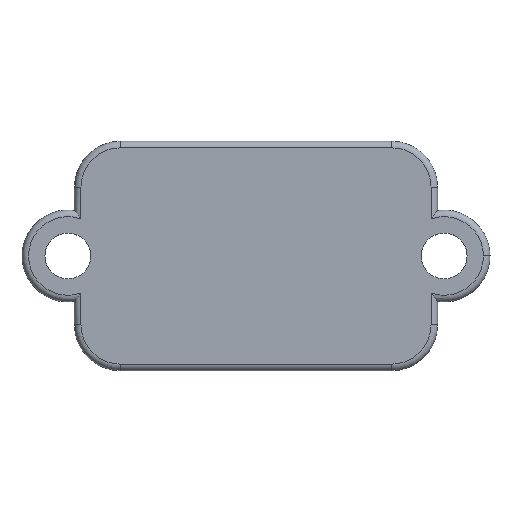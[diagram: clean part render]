
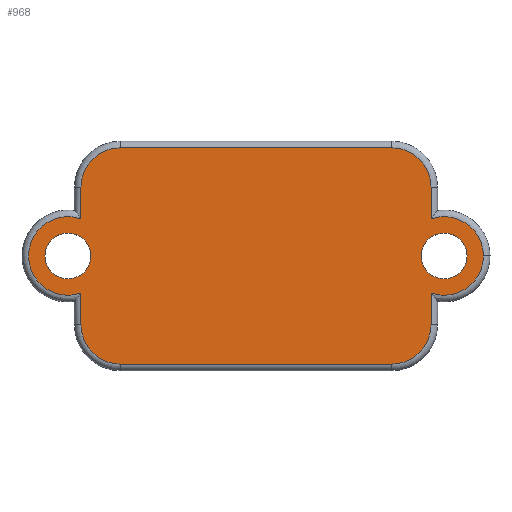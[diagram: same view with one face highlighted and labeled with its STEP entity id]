
A CAD part, top view. The second image highlights one B-rep face of the part: STEP entity #968.
In plain terms, the highlighted planar face has unit normal (0, 0, 1).
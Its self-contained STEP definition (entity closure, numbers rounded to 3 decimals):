
#6 = LINE ( 'NONE', #526, #692 ) ;
#10 = CARTESIAN_POINT ( 'NONE',  ( 28.275, 31., 6. ) ) ;
#12 = EDGE_CURVE ( 'NONE', #328, #333, #256, .T. ) ;
#47 = VERTEX_POINT ( 'NONE', #871 ) ;
#61 = AXIS2_PLACEMENT_3D ( 'NONE', #735, #965, #890 ) ;
#65 = CARTESIAN_POINT ( 'NONE',  ( 54.975, 28.578, 6. ) ) ;
#86 = AXIS2_PLACEMENT_3D ( 'NONE', #214, #752, #972 ) ;
#91 = EDGE_CURVE ( 'NONE', #790, #809, #188, .T. ) ;
#94 = ORIENTED_EDGE ( 'NONE', *, *, #511, .F. ) ;
#97 = DIRECTION ( 'NONE',  ( 0., 0., 1. ) ) ;
#100 = ORIENTED_EDGE ( 'NONE', *, *, #879, .T. ) ;
#105 = CIRCLE ( 'NONE', #61, 3. ) ;
#112 = ORIENTED_EDGE ( 'NONE', *, *, #993, .T. ) ;
#118 = CARTESIAN_POINT ( 'NONE',  ( 31.275, 34., 6. ) ) ;
#129 = PLANE ( 'NONE',  #805 ) ;
#133 = CARTESIAN_POINT ( 'NONE',  ( 51.975, 17.5, 6. ) ) ;
#135 = CARTESIAN_POINT ( 'NONE',  ( 27.275, 25.75, 6. ) ) ;
#138 = ORIENTED_EDGE ( 'NONE', *, *, #860, .T. ) ;
#167 = CARTESIAN_POINT ( 'NONE',  ( 55.975, 25.75, 6. ) ) ;
#170 = CIRCLE ( 'NONE', #393, 3. ) ;
#171 = EDGE_CURVE ( 'NONE', #703, #248, #519, .T. ) ;
#180 = DIRECTION ( 'NONE',  ( 0., 0., 1. ) ) ;
#188 = LINE ( 'NONE', #962, #397 ) ;
#203 = DIRECTION ( 'NONE',  ( 1., 0., 0. ) ) ;
#205 = DIRECTION ( 'NONE',  ( 1., 0., 0. ) ) ;
#214 = CARTESIAN_POINT ( 'NONE',  ( 27.275, 25.75, 6. ) ) ;
#215 = CARTESIAN_POINT ( 'NONE',  ( 54.975, 31., 6. ) ) ;
#216 = ORIENTED_EDGE ( 'NONE', *, *, #91, .T. ) ;
#230 = AXIS2_PLACEMENT_3D ( 'NONE', #290, #453, #756 ) ;
#235 = VECTOR ( 'NONE', #637, 1000. ) ;
#248 = VERTEX_POINT ( 'NONE', #133 ) ;
#251 = EDGE_CURVE ( 'NONE', #809, #845, #309, .T. ) ;
#256 = LINE ( 'NONE', #262, #235 ) ;
#260 = CARTESIAN_POINT ( 'NONE',  ( 51.975, 31., 6. ) ) ;
#262 = CARTESIAN_POINT ( 'NONE',  ( 54.975, 31., 6. ) ) ;
#271 = CIRCLE ( 'NONE', #308, 1.75 ) ;
#272 = AXIS2_PLACEMENT_3D ( 'NONE', #897, #443, #203 ) ;
#281 = DIRECTION ( 'NONE',  ( -1., 0., 0. ) ) ;
#290 = CARTESIAN_POINT ( 'NONE',  ( 55.975, 25.75, 6. ) ) ;
#292 = ORIENTED_EDGE ( 'NONE', *, *, #832, .T. ) ;
#308 = AXIS2_PLACEMENT_3D ( 'NONE', #167, #337, #946 ) ;
#309 = CIRCLE ( 'NONE', #822, 3. ) ;
#310 = EDGE_CURVE ( 'NONE', #845, #801, #6, .T. ) ;
#323 = DIRECTION ( 'NONE',  ( 1., 0., 0. ) ) ;
#324 = CIRCLE ( 'NONE', #884, 3. ) ;
#328 = VERTEX_POINT ( 'NONE', #65 ) ;
#329 = LINE ( 'NONE', #118, #376 ) ;
#330 = EDGE_CURVE ( 'NONE', #248, #486, #170, .T. ) ;
#333 = VERTEX_POINT ( 'NONE', #215 ) ;
#334 = AXIS2_PLACEMENT_3D ( 'NONE', #362, #664, #323 ) ;
#337 = DIRECTION ( 'NONE',  ( 0., 0., 1. ) ) ;
#349 = DIRECTION ( 'NONE',  ( 0., -1., 0. ) ) ;
#362 = CARTESIAN_POINT ( 'NONE',  ( 55.975, 25.75, 6. ) ) ;
#367 = AXIS2_PLACEMENT_3D ( 'NONE', #797, #97, #956 ) ;
#376 = VECTOR ( 'NONE', #281, 1000. ) ;
#380 = VECTOR ( 'NONE', #991, 1000. ) ;
#393 = AXIS2_PLACEMENT_3D ( 'NONE', #937, #554, #780 ) ;
#397 = VECTOR ( 'NONE', #349, 1000. ) ;
#404 = ORIENTED_EDGE ( 'NONE', *, *, #479, .T. ) ;
#414 = CIRCLE ( 'NONE', #334, 3. ) ;
#432 = CARTESIAN_POINT ( 'NONE',  ( 54.975, 22.922, 6. ) ) ;
#443 = DIRECTION ( 'NONE',  ( 0., 0., 1. ) ) ;
#446 = CARTESIAN_POINT ( 'NONE',  ( 51.975, 17.5, 6. ) ) ;
#452 = DIRECTION ( 'NONE',  ( 0., 0., 1. ) ) ;
#453 = DIRECTION ( 'NONE',  ( 0., 0., 1. ) ) ;
#465 = EDGE_LOOP ( 'NONE', ( #552, #624 ) ) ;
#467 = EDGE_CURVE ( 'NONE', #738, #900, #271, .T. ) ;
#468 = ORIENTED_EDGE ( 'NONE', *, *, #171, .T. ) ;
#470 = CARTESIAN_POINT ( 'NONE',  ( 58.975, 25.75, 6. ) ) ;
#473 = LINE ( 'NONE', #852, #380 ) ;
#478 = DIRECTION ( 'NONE',  ( 0., 0., 1. ) ) ;
#479 = EDGE_CURVE ( 'NONE', #333, #47, #998, .T. ) ;
#480 = VERTEX_POINT ( 'NONE', #798 ) ;
#486 = VERTEX_POINT ( 'NONE', #724 ) ;
#487 = CARTESIAN_POINT ( 'NONE',  ( 28.275, 20.5, 6. ) ) ;
#498 = DIRECTION ( 'NONE',  ( 1., 0., 0. ) ) ;
#511 = EDGE_CURVE ( 'NONE', #596, #614, #534, .T. ) ;
#513 = DIRECTION ( 'NONE',  ( 1., 0., 0. ) ) ;
#519 = LINE ( 'NONE', #446, #570 ) ;
#526 = CARTESIAN_POINT ( 'NONE',  ( 28.275, 20.5, 6. ) ) ;
#527 = EDGE_LOOP ( 'NONE', ( #468, #955, #112, #546, #138, #675, #404, #292, #100, #216, #784, #669, #938 ) ) ;
#534 = CIRCLE ( 'NONE', #86, 1.75 ) ;
#546 = ORIENTED_EDGE ( 'NONE', *, *, #603, .T. ) ;
#552 = ORIENTED_EDGE ( 'NONE', *, *, #467, .F. ) ;
#554 = DIRECTION ( 'NONE',  ( 0., 0., 1. ) ) ;
#567 = EDGE_CURVE ( 'NONE', #900, #738, #671, .T. ) ;
#568 = ORIENTED_EDGE ( 'NONE', *, *, #894, .F. ) ;
#570 = VECTOR ( 'NONE', #205, 1000. ) ;
#584 = CARTESIAN_POINT ( 'NONE',  ( 28.275, 22.922, 6. ) ) ;
#596 = VERTEX_POINT ( 'NONE', #816 ) ;
#603 = EDGE_CURVE ( 'NONE', #925, #698, #414, .T. ) ;
#614 = VERTEX_POINT ( 'NONE', #931 ) ;
#624 = ORIENTED_EDGE ( 'NONE', *, *, #567, .F. ) ;
#634 = CIRCLE ( 'NONE', #367, 3. ) ;
#637 = DIRECTION ( 'NONE',  ( 0., 1., 0. ) ) ;
#664 = DIRECTION ( 'NONE',  ( 0., 0., 1. ) ) ;
#669 = ORIENTED_EDGE ( 'NONE', *, *, #310, .T. ) ;
#671 = CIRCLE ( 'NONE', #230, 1.75 ) ;
#675 = ORIENTED_EDGE ( 'NONE', *, *, #12, .T. ) ;
#676 = DIRECTION ( 'NONE',  ( 0., 0., 1. ) ) ;
#681 = FACE_BOUND ( 'NONE', #952, .T. ) ;
#683 = CARTESIAN_POINT ( 'NONE',  ( 27.275, 25.75, 6. ) ) ;
#692 = VECTOR ( 'NONE', #763, 1000. ) ;
#698 = VERTEX_POINT ( 'NONE', #470 ) ;
#703 = VERTEX_POINT ( 'NONE', #802 ) ;
#704 = CIRCLE ( 'NONE', #272, 1.75 ) ;
#724 = CARTESIAN_POINT ( 'NONE',  ( 54.975, 20.5, 6. ) ) ;
#733 = EDGE_CURVE ( 'NONE', #801, #703, #634, .T. ) ;
#735 = CARTESIAN_POINT ( 'NONE',  ( 55.975, 25.75, 6. ) ) ;
#738 = VERTEX_POINT ( 'NONE', #863 ) ;
#752 = DIRECTION ( 'NONE',  ( 0., 0., 1. ) ) ;
#755 = CARTESIAN_POINT ( 'NONE',  ( 57.725, 25.75, 6. ) ) ;
#756 = DIRECTION ( 'NONE',  ( 1., 0., 0. ) ) ;
#763 = DIRECTION ( 'NONE',  ( 0., -1., 0. ) ) ;
#780 = DIRECTION ( 'NONE',  ( 1., 0., 0. ) ) ;
#784 = ORIENTED_EDGE ( 'NONE', *, *, #251, .T. ) ;
#790 = VERTEX_POINT ( 'NONE', #10 ) ;
#791 = CARTESIAN_POINT ( 'NONE',  ( 28.275, 28.578, 6. ) ) ;
#797 = CARTESIAN_POINT ( 'NONE',  ( 31.275, 20.5, 6. ) ) ;
#798 = CARTESIAN_POINT ( 'NONE',  ( 31.275, 34., 6. ) ) ;
#801 = VERTEX_POINT ( 'NONE', #487 ) ;
#802 = CARTESIAN_POINT ( 'NONE',  ( 31.275, 17.5, 6. ) ) ;
#805 = AXIS2_PLACEMENT_3D ( 'NONE', #135, #452, #911 ) ;
#809 = VERTEX_POINT ( 'NONE', #791 ) ;
#816 = CARTESIAN_POINT ( 'NONE',  ( 25.525, 25.75, 6. ) ) ;
#822 = AXIS2_PLACEMENT_3D ( 'NONE', #683, #478, #904 ) ;
#830 = FACE_BOUND ( 'NONE', #465, .T. ) ;
#832 = EDGE_CURVE ( 'NONE', #47, #480, #329, .T. ) ;
#845 = VERTEX_POINT ( 'NONE', #584 ) ;
#852 = CARTESIAN_POINT ( 'NONE',  ( 54.975, 22.286, 6. ) ) ;
#860 = EDGE_CURVE ( 'NONE', #698, #328, #105, .T. ) ;
#863 = CARTESIAN_POINT ( 'NONE',  ( 54.225, 25.75, 6. ) ) ;
#871 = CARTESIAN_POINT ( 'NONE',  ( 51.975, 34., 6. ) ) ;
#879 = EDGE_CURVE ( 'NONE', #480, #790, #324, .T. ) ;
#884 = AXIS2_PLACEMENT_3D ( 'NONE', #977, #676, #513 ) ;
#890 = DIRECTION ( 'NONE',  ( 1., 0., 0. ) ) ;
#894 = EDGE_CURVE ( 'NONE', #614, #596, #704, .T. ) ;
#897 = CARTESIAN_POINT ( 'NONE',  ( 27.275, 25.75, 6. ) ) ;
#900 = VERTEX_POINT ( 'NONE', #755 ) ;
#901 = FACE_OUTER_BOUND ( 'NONE', #527, .T. ) ;
#904 = DIRECTION ( 'NONE',  ( 1., 0., 0. ) ) ;
#911 = DIRECTION ( 'NONE',  ( 1., 0., 0. ) ) ;
#925 = VERTEX_POINT ( 'NONE', #432 ) ;
#931 = CARTESIAN_POINT ( 'NONE',  ( 29.025, 25.75, 6. ) ) ;
#937 = CARTESIAN_POINT ( 'NONE',  ( 51.975, 20.5, 6. ) ) ;
#938 = ORIENTED_EDGE ( 'NONE', *, *, #733, .T. ) ;
#946 = DIRECTION ( 'NONE',  ( 1., 0., 0. ) ) ;
#952 = EDGE_LOOP ( 'NONE', ( #94, #568 ) ) ;
#955 = ORIENTED_EDGE ( 'NONE', *, *, #330, .T. ) ;
#956 = DIRECTION ( 'NONE',  ( 1., 0., 0. ) ) ;
#962 = CARTESIAN_POINT ( 'NONE',  ( 28.275, 29.214, 6. ) ) ;
#963 = AXIS2_PLACEMENT_3D ( 'NONE', #260, #180, #498 ) ;
#965 = DIRECTION ( 'NONE',  ( 0., 0., 1. ) ) ;
#968 = ADVANCED_FACE ( 'NONE', ( #901, #681, #830 ), #129, .T. ) ;
#972 = DIRECTION ( 'NONE',  ( 1., 0., 0. ) ) ;
#977 = CARTESIAN_POINT ( 'NONE',  ( 31.275, 31., 6. ) ) ;
#991 = DIRECTION ( 'NONE',  ( 0., 1., 0. ) ) ;
#993 = EDGE_CURVE ( 'NONE', #486, #925, #473, .T. ) ;
#998 = CIRCLE ( 'NONE', #963, 3. ) ;
